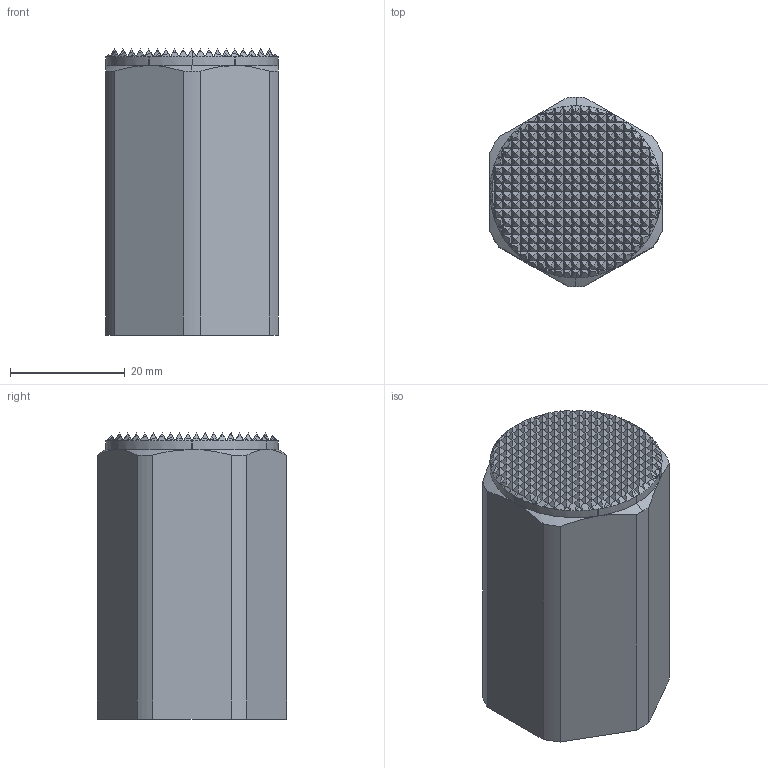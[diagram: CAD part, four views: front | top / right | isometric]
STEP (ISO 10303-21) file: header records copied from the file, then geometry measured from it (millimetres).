
FILE_DESCRIPTION(('STEP AP214'),'1');
FILE_NAME('HALDERN_EH_22690_0545.stp','2017-07-04T09:13:15',('TraceParts'),('TraceParts S.A.'),'Spatial InterOp 3D',' ',' ');
FILE_SCHEMA(('automotive_design'));
Length unit declared in the file: millimetre
Products named in the file (1): HALDERN_EH_22690_0545
Bounding box: 30 x 33 x 49.89 mm (x, y, z)
Volume: 33049 mm3; surface area: 8414.8 mm2
Topology: 1 solids, 1 shells, 1453 faces, 2371 edges, 919 vertices
Faces by surface type: plane 1333, cone 104, cylinder 16
Entity records: 41519 total; most frequent: CARTESIAN_POINT 5334, DIRECTION 5093, ORIENTED_EDGE 4738, EDGE_CURVE 2369, LINE 1961, VECTOR 1961, AXIS2_PLACEMENT_3D 1566, STYLED_ITEM 1454
